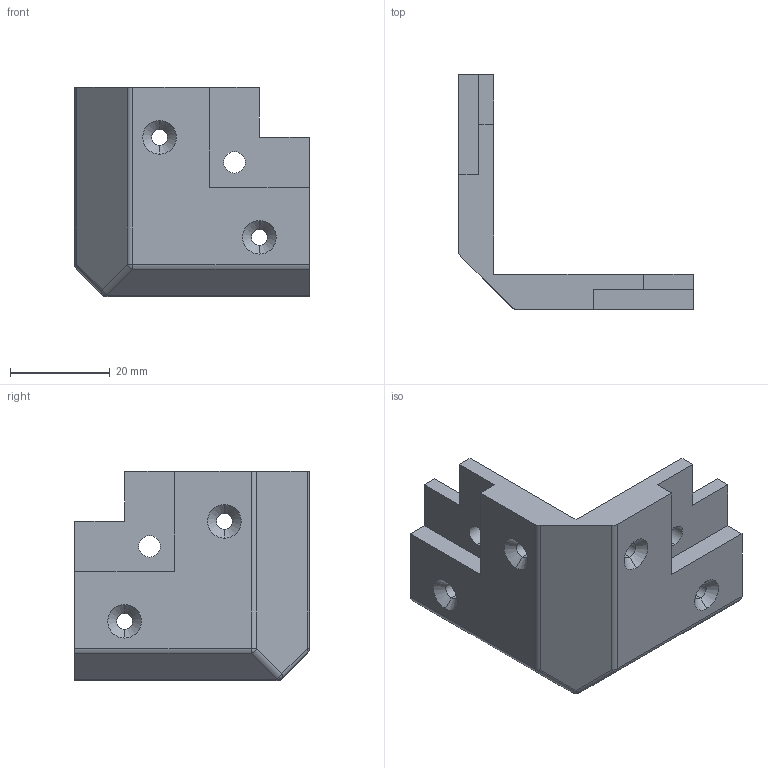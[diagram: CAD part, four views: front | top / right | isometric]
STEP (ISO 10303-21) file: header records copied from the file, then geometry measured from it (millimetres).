
FILE_DESCRIPTION (( 'STEP AP214' ), '1' );
FILE_NAME ('cornerCoverBottom.STEP', '2025-09-18T19:07:39', ( '' ), ( '' ), 'SwSTEP 2.0', 'SolidWorks 2024', '' );
FILE_SCHEMA (( 'AUTOMOTIVE_DESIGN' ));
Length unit declared in the file: millimetre
Products named in the file (1): cornerCoverBottom
Bounding box: 47 x 47 x 41.87 mm (x, y, z)
Volume: 17438.8 mm3; surface area: 8153.6 mm2
Topology: 1 solids, 1 shells, 58 faces, 144 edges, 88 vertices
Faces by surface type: cylinder 23, plane 20, cone 8, sphere 3, torus 2, bspline 2
Entity records: 2429 total; most frequent: CARTESIAN_POINT 344, DIRECTION 309, ORIENTED_EDGE 288, EDGE_CURVE 144, AXIS2_PLACEMENT_3D 113, VERTEX_POINT 88, LINE 83, VECTOR 83
